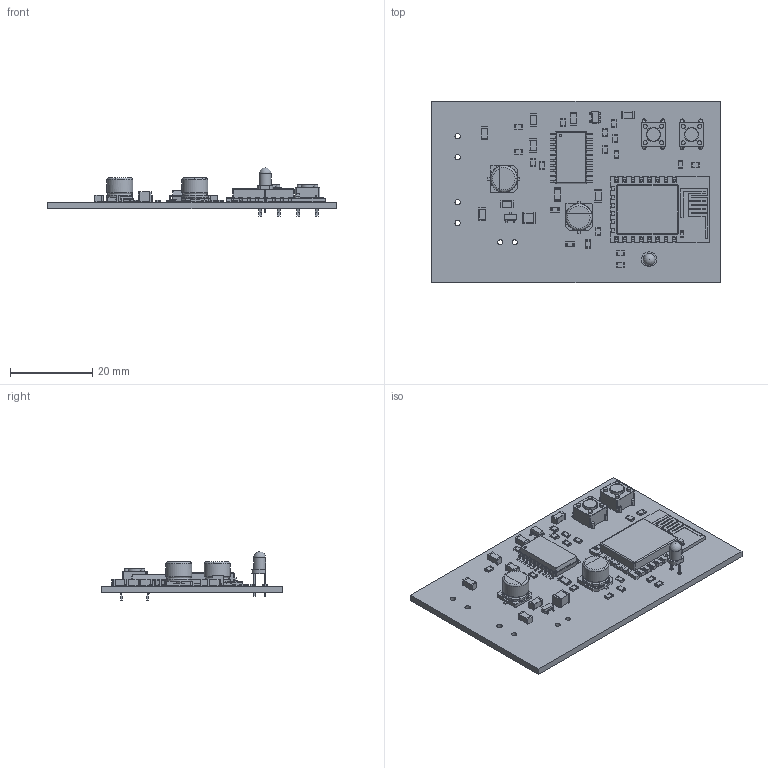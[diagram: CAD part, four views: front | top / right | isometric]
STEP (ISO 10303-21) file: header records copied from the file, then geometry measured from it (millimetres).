
FILE_DESCRIPTION(('KiCad electronic assembly'),'2;1');
FILE_NAME('UCHET_PLUS_1_8_2.step','2024-06-27T08:32:20',('Pcbnew'),( 'Kicad'),'Open CASCADE STEP processor 7.6','KiCad to STEP converter' ,'Unknown');
FILE_SCHEMA(('AUTOMOTIVE_DESIGN { 1 0 10303 214 1 1 1 1 }'));
Length unit declared in the file: millimetre
Products named in the file (24): UCHET_PLUS_1_8_2 1; SW_PUSH_6mm; R_0805_2012Metric; R_1206_3216Metric; LED_D3.0mm_IRGrey; C_1206_3216Metric; ESP-12E; ESP_12E001_cp; L_1210_3225Metric; SOT-23-5; SOT_23_5; CP_Elec_6.3x5.8; CP_Elec_63x58; SOT-23; SOT_23; SOIC-20W_7.5x12.8mm_P1.27mm; SOIC_20W_75x128mm_P127mm; _autosave-UCHET_PLUS_1_8_PCB
Assembly tree (49 placements, depth 3):
  UCHET_PLUS_1_8_2 1
    SW_PUSH_6mm  x2
      SW_PUSH_6mm
    R_0805_2012Metric  x18
      R_0805_2012Metric
    R_1206_3216Metric
      R_1206_3216Metric
    LED_D3.0mm_IRGrey
      LED_D3.0mm_IRGrey
    C_1206_3216Metric  x8
      C_1206_3216Metric
    ESP-12E
      ESP_12E001_cp
    L_1210_3225Metric
      L_1210_3225Metric
    SOT-23-5
      SOT_23_5
    CP_Elec_6.3x5.8  x2
      CP_Elec_63x58
    SOT-23
      SOT_23
    SOIC-20W_7.5x12.8mm_P1.27mm
      SOIC_20W_75x128mm_P127mm
    _autosave-UCHET_PLUS_1_8_PCB
Bounding box: 70 x 44 x 11.8 mm (x, y, z)
Volume: 6692.4 mm3; surface area: 9828.4 mm2
Topology: 85 solids, 85 shells, 2085 faces, 5308 edges, 3423 vertices
Faces by surface type: plane 1321, cylinder 643, bspline 104, torus 10, sphere 5, revolution 2
Full cylindrical faces by diameter (mm): 0.6 x1, 0.65 x16, 0.7 x16, 0.9 x10, 1 x8, 1.2 x2, 1.3 x4, 2.9 x1, 3.5 x2, 6.3 x4
Entity records: 48285 total; most frequent: CARTESIAN_POINT 7382, ORIENTED_EDGE 6526, DIRECTION 6393, EDGE_CURVE 3263, LINE 2408, VECTOR 2408, VERTEX_POINT 2095, AXIS2_PLACEMENT_3D 1992
